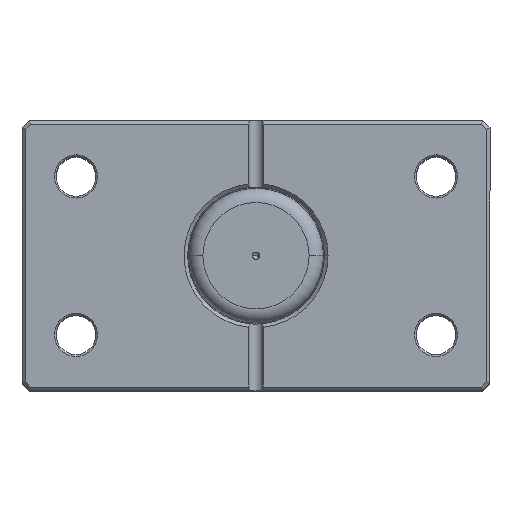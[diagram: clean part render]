
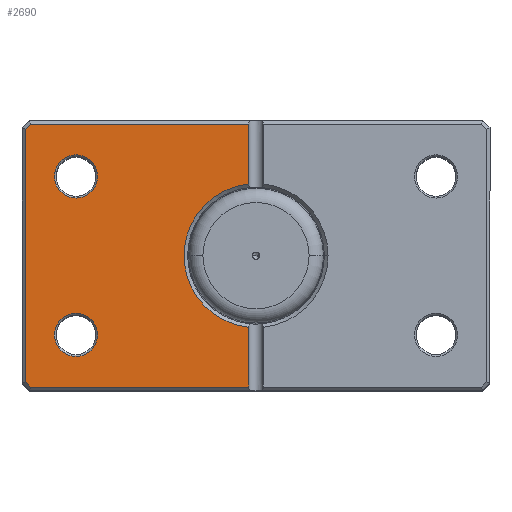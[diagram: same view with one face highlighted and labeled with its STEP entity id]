
A CAD part, top view. The second image highlights one B-rep face of the part: STEP entity #2690.
In plain terms, the highlighted face is planar.
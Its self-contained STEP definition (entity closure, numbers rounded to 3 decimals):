
#126 = ORIENTED_EDGE ( 'NONE', *, *, #1815, .T. ) ;
#164 = VECTOR ( 'NONE', #5026, 1000. ) ;
#247 = EDGE_CURVE ( 'NONE', #3047, #1604, #2620, .T. ) ;
#300 = CARTESIAN_POINT ( 'NONE',  ( 50., -22., 0. ) ) ;
#313 = CARTESIAN_POINT ( 'NONE',  ( 56., 22., 0. ) ) ;
#448 = PLANE ( 'NONE',  #1772 ) ;
#542 = EDGE_CURVE ( 'NONE', #1398, #3193, #2397, .T. ) ;
#734 = CIRCLE ( 'NONE', #1895, 6. ) ;
#766 = CARTESIAN_POINT ( 'NONE',  ( 50., -22., 0. ) ) ;
#773 = DIRECTION ( 'NONE',  ( 0.707, -0.707, 0. ) ) ;
#811 = DIRECTION ( 'NONE',  ( 1., 0., 0. ) ) ;
#882 = AXIS2_PLACEMENT_3D ( 'NONE', #1238, #4726, #1726 ) ;
#940 = EDGE_CURVE ( 'NONE', #5782, #1109, #4896, .T. ) ;
#984 = DIRECTION ( 'NONE',  ( 0., 0., 1. ) ) ;
#1109 = VERTEX_POINT ( 'NONE', #6022 ) ;
#1196 = CARTESIAN_POINT ( 'NONE',  ( 62.586, -36.5, 0. ) ) ;
#1238 = CARTESIAN_POINT ( 'NONE',  ( 50., 22., 0. ) ) ;
#1274 = DIRECTION ( 'NONE',  ( 1., 0., 0. ) ) ;
#1398 = VERTEX_POINT ( 'NONE', #3679 ) ;
#1408 = CARTESIAN_POINT ( 'NONE',  ( 2., -36.5, 0. ) ) ;
#1453 = CARTESIAN_POINT ( 'NONE',  ( 0., 0., 0. ) ) ;
#1531 = ORIENTED_EDGE ( 'NONE', *, *, #3644, .T. ) ;
#1604 = VERTEX_POINT ( 'NONE', #4666 ) ;
#1644 = DIRECTION ( 'NONE',  ( -0.707, -0.707, 0. ) ) ;
#1652 = LINE ( 'NONE', #4537, #4148 ) ;
#1658 = CARTESIAN_POINT ( 'NONE',  ( 0., -36.5, 0. ) ) ;
#1726 = DIRECTION ( 'NONE',  ( 1., 0., 0. ) ) ;
#1752 = VECTOR ( 'NONE', #3981, 1000. ) ;
#1772 = AXIS2_PLACEMENT_3D ( 'NONE', #1453, #4960, #1960 ) ;
#1815 = EDGE_CURVE ( 'NONE', #1604, #1906, #1842, .T. ) ;
#1842 = LINE ( 'NONE', #5145, #3160 ) ;
#1895 = AXIS2_PLACEMENT_3D ( 'NONE', #766, #4249, #1274 ) ;
#1906 = VERTEX_POINT ( 'NONE', #1196 ) ;
#1960 = DIRECTION ( 'NONE',  ( 1., 0., 0. ) ) ;
#2161 = DIRECTION ( 'NONE',  ( 0., 0., 1. ) ) ;
#2258 = VERTEX_POINT ( 'NONE', #5093 ) ;
#2272 = CARTESIAN_POINT ( 'NONE',  ( 64., 0., 0. ) ) ;
#2335 = ORIENTED_EDGE ( 'NONE', *, *, #5097, .T. ) ;
#2338 = DIRECTION ( 'NONE',  ( 0., -1., 0. ) ) ;
#2397 = CIRCLE ( 'NONE', #4379, 20. ) ;
#2424 = EDGE_CURVE ( 'NONE', #1109, #5782, #6214, .T. ) ;
#2431 = EDGE_LOOP ( 'NONE', ( #2732, #3417 ) ) ;
#2452 = EDGE_LOOP ( 'NONE', ( #3191, #5015 ) ) ;
#2469 = EDGE_CURVE ( 'NONE', #2258, #3666, #734, .T. ) ;
#2579 = CARTESIAN_POINT ( 'NONE',  ( 56., -22., 0. ) ) ;
#2620 = LINE ( 'NONE', #2272, #5129 ) ;
#2672 = DIRECTION ( 'NONE',  ( -1., 0., 0. ) ) ;
#2690 = ADVANCED_FACE ( 'NONE', ( #6133, #5970, #4817 ), #448, .F. ) ;
#2732 = ORIENTED_EDGE ( 'NONE', *, *, #2469, .T. ) ;
#2767 = EDGE_CURVE ( 'NONE', #3193, #5311, #5343, .T. ) ;
#2850 = CIRCLE ( 'NONE', #5737, 6. ) ;
#3002 = VECTOR ( 'NONE', #773, 1000. ) ;
#3047 = VERTEX_POINT ( 'NONE', #5952 ) ;
#3062 = VERTEX_POINT ( 'NONE', #5445 ) ;
#3102 = CARTESIAN_POINT ( 'NONE',  ( 2., 19.9, 0. ) ) ;
#3160 = VECTOR ( 'NONE', #1644, 1000. ) ;
#3191 = ORIENTED_EDGE ( 'NONE', *, *, #2424, .T. ) ;
#3193 = VERTEX_POINT ( 'NONE', #3102 ) ;
#3417 = ORIENTED_EDGE ( 'NONE', *, *, #5228, .T. ) ;
#3442 = ORIENTED_EDGE ( 'NONE', *, *, #2767, .T. ) ;
#3570 = EDGE_LOOP ( 'NONE', ( #4210, #4945, #3442, #1531, #5481, #6153, #126, #2335 ) ) ;
#3644 = EDGE_CURVE ( 'NONE', #5311, #3062, #1652, .T. ) ;
#3666 = VERTEX_POINT ( 'NONE', #2579 ) ;
#3679 = CARTESIAN_POINT ( 'NONE',  ( 2., -19.9, 0. ) ) ;
#3795 = DIRECTION ( 'NONE',  ( 0., 0., 1. ) ) ;
#3902 = CARTESIAN_POINT ( 'NONE',  ( 2., 36.5, 0. ) ) ;
#3930 = LINE ( 'NONE', #1658, #5125 ) ;
#3968 = DIRECTION ( 'NONE',  ( 1., 0., 0. ) ) ;
#3981 = DIRECTION ( 'NONE',  ( 0., 1., 0. ) ) ;
#4148 = VECTOR ( 'NONE', #5551, 1000. ) ;
#4210 = ORIENTED_EDGE ( 'NONE', *, *, #5455, .T. ) ;
#4249 = DIRECTION ( 'NONE',  ( 0., 0., 1. ) ) ;
#4379 = AXIS2_PLACEMENT_3D ( 'NONE', #4481, #984, #3968 ) ;
#4403 = LINE ( 'NONE', #4518, #1752 ) ;
#4435 = AXIS2_PLACEMENT_3D ( 'NONE', #5651, #2161, #5153 ) ;
#4481 = CARTESIAN_POINT ( 'NONE',  ( 0., 0., 0. ) ) ;
#4518 = CARTESIAN_POINT ( 'NONE',  ( 2., 37.5, 0. ) ) ;
#4537 = CARTESIAN_POINT ( 'NONE',  ( 0., 36.5, 0. ) ) ;
#4666 = CARTESIAN_POINT ( 'NONE',  ( 64., -35.086, 0. ) ) ;
#4726 = DIRECTION ( 'NONE',  ( 0., 0., 1. ) ) ;
#4785 = CARTESIAN_POINT ( 'NONE',  ( 49.543, 49.543, 0. ) ) ;
#4817 = FACE_OUTER_BOUND ( 'NONE', #3570, .T. ) ;
#4896 = CIRCLE ( 'NONE', #4435, 6. ) ;
#4945 = ORIENTED_EDGE ( 'NONE', *, *, #542, .T. ) ;
#4960 = DIRECTION ( 'NONE',  ( 0., 0., 1. ) ) ;
#5015 = ORIENTED_EDGE ( 'NONE', *, *, #940, .T. ) ;
#5026 = DIRECTION ( 'NONE',  ( 0., 1., 0. ) ) ;
#5093 = CARTESIAN_POINT ( 'NONE',  ( 44., -22., 0. ) ) ;
#5097 = EDGE_CURVE ( 'NONE', #1906, #6464, #3930, .T. ) ;
#5125 = VECTOR ( 'NONE', #2672, 1000. ) ;
#5129 = VECTOR ( 'NONE', #2338, 1000. ) ;
#5145 = CARTESIAN_POINT ( 'NONE',  ( 49.543, -49.543, 0. ) ) ;
#5153 = DIRECTION ( 'NONE',  ( 1., 0., 0. ) ) ;
#5210 = EDGE_CURVE ( 'NONE', #3062, #3047, #5832, .T. ) ;
#5228 = EDGE_CURVE ( 'NONE', #3666, #2258, #2850, .T. ) ;
#5311 = VERTEX_POINT ( 'NONE', #3902 ) ;
#5343 = LINE ( 'NONE', #5526, #164 ) ;
#5445 = CARTESIAN_POINT ( 'NONE',  ( 62.586, 36.5, 0. ) ) ;
#5455 = EDGE_CURVE ( 'NONE', #6464, #1398, #4403, .T. ) ;
#5481 = ORIENTED_EDGE ( 'NONE', *, *, #5210, .T. ) ;
#5526 = CARTESIAN_POINT ( 'NONE',  ( 2., 37.5, 0. ) ) ;
#5551 = DIRECTION ( 'NONE',  ( 1., 0., 0. ) ) ;
#5651 = CARTESIAN_POINT ( 'NONE',  ( 50., 22., 0. ) ) ;
#5737 = AXIS2_PLACEMENT_3D ( 'NONE', #300, #3795, #811 ) ;
#5782 = VERTEX_POINT ( 'NONE', #313 ) ;
#5832 = LINE ( 'NONE', #4785, #3002 ) ;
#5952 = CARTESIAN_POINT ( 'NONE',  ( 64., 35.086, 0. ) ) ;
#5970 = FACE_BOUND ( 'NONE', #2452, .T. ) ;
#6022 = CARTESIAN_POINT ( 'NONE',  ( 44., 22., 0. ) ) ;
#6133 = FACE_BOUND ( 'NONE', #2431, .T. ) ;
#6153 = ORIENTED_EDGE ( 'NONE', *, *, #247, .T. ) ;
#6214 = CIRCLE ( 'NONE', #882, 6. ) ;
#6464 = VERTEX_POINT ( 'NONE', #1408 ) ;
